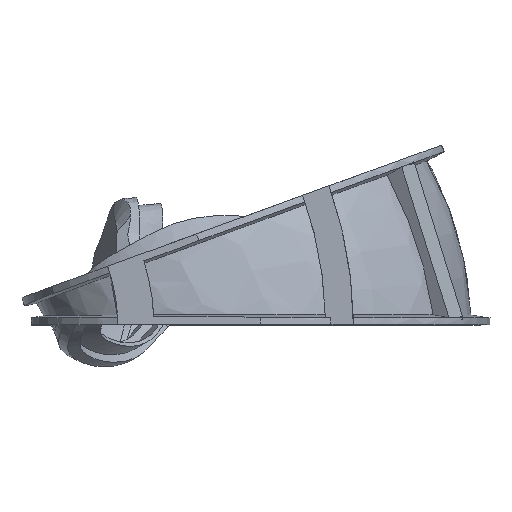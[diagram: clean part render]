
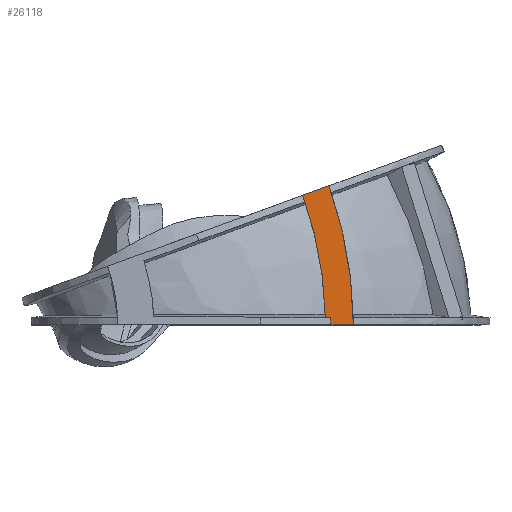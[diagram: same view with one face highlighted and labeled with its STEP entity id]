
A CAD part, top view. The second image highlights one B-rep face of the part: STEP entity #26118.
In plain terms, the highlighted planar face has unit normal (0, 0, 1).
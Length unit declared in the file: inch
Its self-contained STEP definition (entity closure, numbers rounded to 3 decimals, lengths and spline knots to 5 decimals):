
#1068=CARTESIAN_POINT('',(77.08845,0.25,48.5));
#4522=CARTESIAN_POINT('',(75.98101,1.69893,48.5));
#4524=CARTESIAN_POINT('',(75.98101,1.69893,48.5));
#4525=CARTESIAN_POINT('',(76.16499,1.68681,48.5));
#4526=CARTESIAN_POINT('',(76.53355,1.66235,48.5));
#4527=CARTESIAN_POINT('',(76.90329,1.6375,48.5));
#4528=CARTESIAN_POINT('',(77.08845,1.62497,48.5));
#4530=CARTESIAN_POINT('',(77.08845,1.62497,48.5));
#5201=DIRECTION('',(0.,-1.,0.));
#5202=VECTOR('',#5201,1.37497);
#5203=CARTESIAN_POINT('',(77.08845,1.62497,48.5));
#5204=LINE('',#5203,#5202);
#5231=CARTESIAN_POINT('',(0.,0.,48.5));
#5232=DIRECTION('',(0.,0.,-1.));
#5233=DIRECTION('',(0.941,0.339,0.));
#5234=AXIS2_PLACEMENT_3D('',#5231,#5232,#5233);
#5236=DIRECTION('',(-0.94,-0.342,0.));
#5237=VECTOR('',#5236,5.50003);
#5238=CARTESIAN_POINT('',(76.67009,27.63959,48.5));
#5239=LINE('',#5238,#5237);
#5240=CARTESIAN_POINT('',(0.,0.,48.5));
#5241=DIRECTION('',(0.,0.,1.));
#5242=DIRECTION('',(1.,0.003,0.));
#5243=AXIS2_PLACEMENT_3D('',#5240,#5241,#5242);
#5245=DIRECTION('',(1.,0.,0.));
#5246=VECTOR('',#5245,4.41117);
#5247=CARTESIAN_POINT('',(77.08845,0.25,48.5));
#5248=LINE('',#5247,#5246);
#5765=CARTESIAN_POINT('',(81.49962,0.25,48.5));
#5766=CARTESIAN_POINT('',(76.67009,27.63959,48.5));
#5767=VERTEX_POINT('',#5765);
#5768=VERTEX_POINT('',#5766);
#5769=CARTESIAN_POINT('',(71.50176,25.75847,48.5));
#5770=VERTEX_POINT('',#5769);
#5779=VERTEX_POINT('',#4522);
#5786=VERTEX_POINT('',#1068);
#5787=VERTEX_POINT('',#4530);
#26103=CARTESIAN_POINT('',(0.,0.,48.5));
#26104=DIRECTION('',(0.,0.,1.));
#26105=DIRECTION('',(1.,0.,0.));
#26106=AXIS2_PLACEMENT_3D('',#26103,#26104,#26105);
#26107=PLANE('',#26106);
#26108=ORIENTED_EDGE('',*,*,#26038,.F.);
#26109=ORIENTED_EDGE('',*,*,#22717,.F.);
#26111=ORIENTED_EDGE('',*,*,#26110,.F.);
#26112=ORIENTED_EDGE('',*,*,#6908,.F.);
#26114=ORIENTED_EDGE('',*,*,#26113,.F.);
#26115=ORIENTED_EDGE('',*,*,#7246,.F.);
#26116=EDGE_LOOP('',(#26108,#26109,#26111,#26112,#26114,#26115));
#26117=FACE_OUTER_BOUND('',#26116,.F.);
#26118=ADVANCED_FACE('',(#26117),#26107,.T.);
#4529=B_SPLINE_CURVE_WITH_KNOTS('',3,(#4524,#4525,#4526,#4527,#4528),
.UNSPECIFIED.,.F.,.F.,(4,1,4),(0.,0.5,1.),.UNSPECIFIED.);
#5235=CIRCLE('',#5234,76.);
#5244=CIRCLE('',#5243,81.5);
#6908=EDGE_CURVE('',#5768,#5770,#5239,.T.);
#7246=EDGE_CURVE('',#5786,#5767,#5248,.T.);
#22717=EDGE_CURVE('',#5779,#5787,#4529,.T.);
#26038=EDGE_CURVE('',#5787,#5786,#5204,.T.);
#26110=EDGE_CURVE('',#5770,#5779,#5235,.T.);
#26113=EDGE_CURVE('',#5767,#5768,#5244,.T.);
